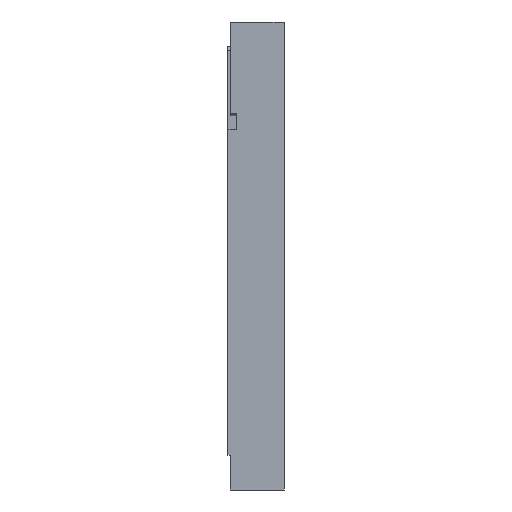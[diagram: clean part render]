
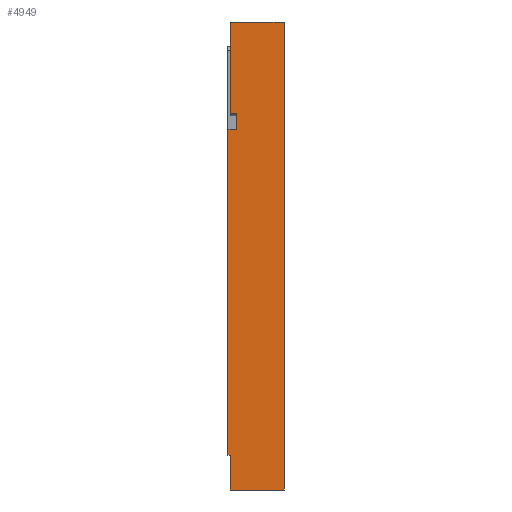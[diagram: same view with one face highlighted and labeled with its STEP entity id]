
A CAD part, left-side view. The second image highlights one B-rep face of the part: STEP entity #4949.
In plain terms, the highlighted planar face has unit normal (-1, 0, 0).
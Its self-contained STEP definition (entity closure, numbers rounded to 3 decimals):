
#277 = CARTESIAN_POINT ( 'NONE',  ( -48.5, 23.9, -53.95 ) ) ;
#288 = ORIENTED_EDGE ( 'NONE', *, *, #8495, .F. ) ;
#442 = EDGE_CURVE ( 'NONE', #6302, #6537, #3940, .T. ) ;
#501 = ORIENTED_EDGE ( 'NONE', *, *, #2248, .F. ) ;
#554 = DIRECTION ( 'NONE',  ( 0., 0., 1. ) ) ;
#565 = DIRECTION ( 'NONE',  ( 0., -1., 0. ) ) ;
#645 = VECTOR ( 'NONE', #8234, 1000. ) ;
#714 = ORIENTED_EDGE ( 'NONE', *, *, #6154, .F. ) ;
#810 = VERTEX_POINT ( 'NONE', #5514 ) ;
#871 = LINE ( 'NONE', #6089, #645 ) ;
#925 = CARTESIAN_POINT ( 'NONE',  ( -48.5, 27.1, 0. ) ) ;
#1034 = DIRECTION ( 'NONE',  ( 0., 1., 0. ) ) ;
#1747 = EDGE_LOOP ( 'NONE', ( #5424, #4539, #5377, #4272, #5329, #714, #5515, #3425, #288, #501 ) ) ;
#1869 = LINE ( 'NONE', #4486, #9181 ) ;
#1885 = EDGE_CURVE ( 'NONE', #5970, #3441, #4660, .T. ) ;
#1910 = EDGE_CURVE ( 'NONE', #4008, #810, #8977, .T. ) ;
#2035 = VECTOR ( 'NONE', #3069, 1000. ) ;
#2206 = DIRECTION ( 'NONE',  ( 0., 0., 1. ) ) ;
#2223 = DIRECTION ( 'NONE',  ( 0., -1., 0. ) ) ;
#2248 = EDGE_CURVE ( 'NONE', #5926, #4374, #1869, .T. ) ;
#2788 = CARTESIAN_POINT ( 'NONE',  ( -48.5, 27.1, -217.45 ) ) ;
#3069 = DIRECTION ( 'NONE',  ( 0., 0., 1. ) ) ;
#3243 = CARTESIAN_POINT ( 'NONE',  ( -48.5, 27.1, 0. ) ) ;
#3329 = CARTESIAN_POINT ( 'NONE',  ( -48.5, 23.9, -45.75 ) ) ;
#3425 = ORIENTED_EDGE ( 'NONE', *, *, #1910, .T. ) ;
#3441 = VERTEX_POINT ( 'NONE', #6175 ) ;
#3561 = CARTESIAN_POINT ( 'NONE',  ( -48.5, 28.3, 0. ) ) ;
#3729 = CARTESIAN_POINT ( 'NONE',  ( -48.5, 0., -234.95 ) ) ;
#3796 = DIRECTION ( 'NONE',  ( 0., 0., 1. ) ) ;
#3819 = CARTESIAN_POINT ( 'NONE',  ( -48.5, 27.1, -45.75 ) ) ;
#3910 = LINE ( 'NONE', #4334, #9093 ) ;
#3913 = CARTESIAN_POINT ( 'NONE',  ( -48.5, 0., -234.95 ) ) ;
#3915 = LINE ( 'NONE', #8365, #7443 ) ;
#3940 = LINE ( 'NONE', #3561, #2035 ) ;
#4008 = VERTEX_POINT ( 'NONE', #3913 ) ;
#4096 = PLANE ( 'NONE',  #6318 ) ;
#4110 = FACE_OUTER_BOUND ( 'NONE', #1747, .T. ) ;
#4117 = LINE ( 'NONE', #3243, #7884 ) ;
#4272 = ORIENTED_EDGE ( 'NONE', *, *, #442, .F. ) ;
#4334 = CARTESIAN_POINT ( 'NONE',  ( -48.5, 27.1, -234.95 ) ) ;
#4374 = VERTEX_POINT ( 'NONE', #925 ) ;
#4486 = CARTESIAN_POINT ( 'NONE',  ( -48.5, 27.1, -234.95 ) ) ;
#4539 = ORIENTED_EDGE ( 'NONE', *, *, #1885, .F. ) ;
#4549 = LINE ( 'NONE', #3329, #8310 ) ;
#4576 = EDGE_CURVE ( 'NONE', #6302, #8595, #3915, .T. ) ;
#4660 = LINE ( 'NONE', #5848, #7972 ) ;
#4830 = DIRECTION ( 'NONE',  ( -1., 0., 0. ) ) ;
#4949 = ADVANCED_FACE ( 'NONE', ( #4110 ), #4096, .T. ) ;
#5167 = VERTEX_POINT ( 'NONE', #6219 ) ;
#5329 = ORIENTED_EDGE ( 'NONE', *, *, #4576, .T. ) ;
#5377 = ORIENTED_EDGE ( 'NONE', *, *, #6036, .T. ) ;
#5424 = ORIENTED_EDGE ( 'NONE', *, *, #5561, .F. ) ;
#5514 = CARTESIAN_POINT ( 'NONE',  ( -48.5, 0., 0. ) ) ;
#5515 = ORIENTED_EDGE ( 'NONE', *, *, #8667, .T. ) ;
#5561 = EDGE_CURVE ( 'NONE', #3441, #5926, #4549, .T. ) ;
#5848 = CARTESIAN_POINT ( 'NONE',  ( -48.5, 23.9, 0. ) ) ;
#5926 = VERTEX_POINT ( 'NONE', #3819 ) ;
#5970 = VERTEX_POINT ( 'NONE', #277 ) ;
#5998 = CARTESIAN_POINT ( 'NONE',  ( -48.5, 23.9, -53.95 ) ) ;
#6036 = EDGE_CURVE ( 'NONE', #5970, #6537, #7216, .T. ) ;
#6067 = DIRECTION ( 'NONE',  ( 0., -1., 0. ) ) ;
#6089 = CARTESIAN_POINT ( 'NONE',  ( -48.5, 27.1, -234.95 ) ) ;
#6154 = EDGE_CURVE ( 'NONE', #5167, #8595, #871, .T. ) ;
#6175 = CARTESIAN_POINT ( 'NONE',  ( -48.5, 23.9, -45.75 ) ) ;
#6219 = CARTESIAN_POINT ( 'NONE',  ( -48.5, 27.1, -234.95 ) ) ;
#6302 = VERTEX_POINT ( 'NONE', #9058 ) ;
#6318 = AXIS2_PLACEMENT_3D ( 'NONE', #7656, #4830, #554 ) ;
#6537 = VERTEX_POINT ( 'NONE', #8050 ) ;
#6564 = DIRECTION ( 'NONE',  ( 0., 0., 1. ) ) ;
#7095 = VECTOR ( 'NONE', #2206, 1000. ) ;
#7216 = LINE ( 'NONE', #5998, #8884 ) ;
#7443 = VECTOR ( 'NONE', #565, 1000. ) ;
#7656 = CARTESIAN_POINT ( 'NONE',  ( -48.5, 27.1, -234.95 ) ) ;
#7884 = VECTOR ( 'NONE', #6067, 1000. ) ;
#7972 = VECTOR ( 'NONE', #6564, 1000. ) ;
#8050 = CARTESIAN_POINT ( 'NONE',  ( -48.5, 28.3, -53.95 ) ) ;
#8234 = DIRECTION ( 'NONE',  ( 0., 0., 1. ) ) ;
#8264 = DIRECTION ( 'NONE',  ( 0., 1., 0. ) ) ;
#8310 = VECTOR ( 'NONE', #8264, 1000. ) ;
#8365 = CARTESIAN_POINT ( 'NONE',  ( -48.5, 28.3, -217.45 ) ) ;
#8495 = EDGE_CURVE ( 'NONE', #4374, #810, #4117, .T. ) ;
#8595 = VERTEX_POINT ( 'NONE', #2788 ) ;
#8667 = EDGE_CURVE ( 'NONE', #5167, #4008, #3910, .T. ) ;
#8884 = VECTOR ( 'NONE', #1034, 1000. ) ;
#8977 = LINE ( 'NONE', #3729, #7095 ) ;
#9058 = CARTESIAN_POINT ( 'NONE',  ( -48.5, 28.3, -217.45 ) ) ;
#9093 = VECTOR ( 'NONE', #2223, 1000. ) ;
#9181 = VECTOR ( 'NONE', #3796, 1000. ) ;
